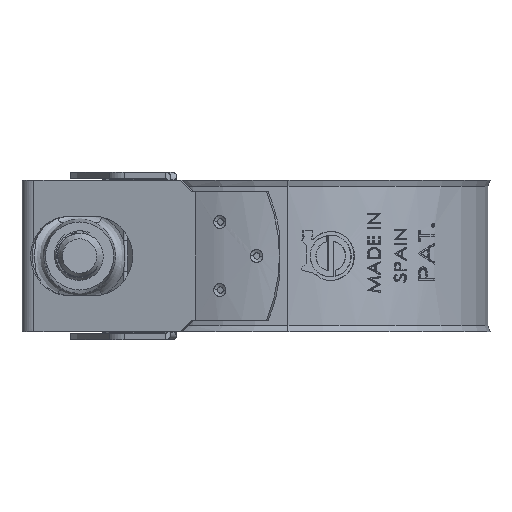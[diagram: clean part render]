
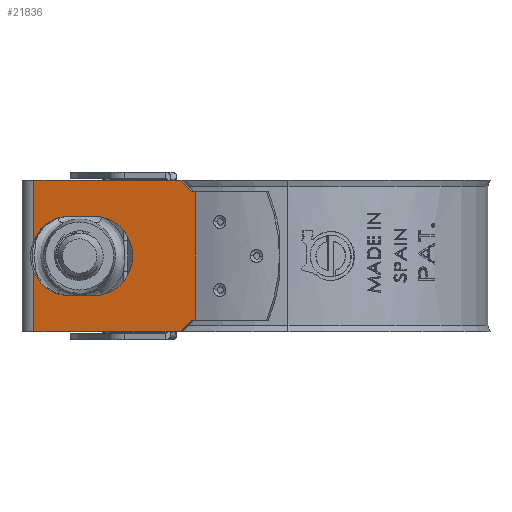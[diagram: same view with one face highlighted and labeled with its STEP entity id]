
A CAD part, left-side view. The second image highlights one B-rep face of the part: STEP entity #21836.
In plain terms, the highlighted planar face has unit normal (-0.978, 0.209, 0).
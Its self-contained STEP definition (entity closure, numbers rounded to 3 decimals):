
#222 = ORIENTED_EDGE ( 'NONE', *, *, #22021, .T. ) ;
#440 = LINE ( 'NONE', #47355, #35713 ) ;
#637 = CARTESIAN_POINT ( 'NONE',  ( -24.929, 10.256, -18.5 ) ) ;
#1193 = ORIENTED_EDGE ( 'NONE', *, *, #67225, .T. ) ;
#1683 = LINE ( 'NONE', #7016, #60870 ) ;
#2592 = VERTEX_POINT ( 'NONE', #11429 ) ;
#2618 = DIRECTION ( 'NONE',  ( -0.209, -0.978, 0. ) ) ;
#2706 = EDGE_CURVE ( 'NONE', #53707, #7845, #3653, .T. ) ;
#3416 = EDGE_CURVE ( 'NONE', #40182, #2592, #10050, .T. ) ;
#3653 = LINE ( 'NONE', #25062, #36954 ) ;
#3726 = DIRECTION ( 'NONE',  ( -0.978, 0.209, 0. ) ) ;
#4527 = VERTEX_POINT ( 'NONE', #28627 ) ;
#4665 = VECTOR ( 'NONE', #69297, 1000. ) ;
#4873 = CARTESIAN_POINT ( 'NONE',  ( -24.082, 14.226, 0. ) ) ;
#6840 = DIRECTION ( 'NONE',  ( -0.209, -0.978, 0. ) ) ;
#7016 = CARTESIAN_POINT ( 'NONE',  ( -21.644, 25.66, -15.25 ) ) ;
#7240 = DIRECTION ( 'NONE',  ( -0.209, -0.978, 0. ) ) ;
#7616 = DIRECTION ( 'NONE',  ( -0.978, 0.209, 0. ) ) ;
#7845 = VERTEX_POINT ( 'NONE', #4873 ) ;
#8182 = CARTESIAN_POINT ( 'NONE',  ( -19.956, 33.576, -20. ) ) ;
#8390 = VERTEX_POINT ( 'NONE', #67337 ) ;
#9500 = DIRECTION ( 'NONE',  ( 0., 0., 1. ) ) ;
#9696 = CARTESIAN_POINT ( 'NONE',  ( -24.5, 12.268, -20. ) ) ;
#9811 = VERTEX_POINT ( 'NONE', #48471 ) ;
#9999 = LINE ( 'NONE', #40417, #46015 ) ;
#10050 = LINE ( 'NONE', #8182, #30386 ) ;
#11429 = CARTESIAN_POINT ( 'NONE',  ( -19.956, 33.576, 0. ) ) ;
#11502 = CARTESIAN_POINT ( 'NONE',  ( -21.644, 25.66, -10. ) ) ;
#12289 = ORIENTED_EDGE ( 'NONE', *, *, #21094, .T. ) ;
#13311 = AXIS2_PLACEMENT_3D ( 'NONE', #55334, #43969, #2618 ) ;
#13737 = ORIENTED_EDGE ( 'NONE', *, *, #46986, .F. ) ;
#13837 = LINE ( 'NONE', #48507, #30591 ) ;
#14613 = AXIS2_PLACEMENT_3D ( 'NONE', #11502, #16964, #35075 ) ;
#14636 = VECTOR ( 'NONE', #21600, 1000. ) ;
#16226 = AXIS2_PLACEMENT_3D ( 'NONE', #61003, #37789, #7240 ) ;
#16964 = DIRECTION ( 'NONE',  ( -0.978, 0.209, 0. ) ) ;
#17749 = CIRCLE ( 'NONE', #14613, 5.25 ) ;
#17852 = DIRECTION ( 'NONE',  ( 0.209, 0.978, 0. ) ) ;
#18663 = EDGE_CURVE ( 'NONE', #2592, #7845, #440, .T. ) ;
#19827 = ORIENTED_EDGE ( 'NONE', *, *, #74833, .T. ) ;
#21094 = EDGE_CURVE ( 'NONE', #9811, #47016, #58552, .T. ) ;
#21600 = DIRECTION ( 'NONE',  ( 0., 0., 1. ) ) ;
#21680 = CARTESIAN_POINT ( 'NONE',  ( -21.644, 25.66, -15.25 ) ) ;
#21809 = EDGE_CURVE ( 'NONE', #26036, #8390, #29472, .T. ) ;
#21836 = ADVANCED_FACE ( 'NONE', ( #71859 ), #69601, .T. ) ;
#22021 = EDGE_CURVE ( 'NONE', #48221, #9811, #9999, .T. ) ;
#23888 = EDGE_CURVE ( 'NONE', #29046, #4527, #73639, .T. ) ;
#25062 = CARTESIAN_POINT ( 'NONE',  ( -24.35, 12.973, -1.281 ) ) ;
#25578 = CARTESIAN_POINT ( 'NONE',  ( -22.739, 20.525, -10. ) ) ;
#26036 = VERTEX_POINT ( 'NONE', #31481 ) ;
#26407 = ORIENTED_EDGE ( 'NONE', *, *, #18663, .F. ) ;
#26460 = EDGE_CURVE ( 'NONE', #31048, #40182, #44642, .T. ) ;
#27770 = CARTESIAN_POINT ( 'NONE',  ( -19.956, 33.576, -12.14 ) ) ;
#28001 = ORIENTED_EDGE ( 'NONE', *, *, #21809, .T. ) ;
#28627 = CARTESIAN_POINT ( 'NONE',  ( -21.644, 25.66, -4.75 ) ) ;
#29046 = VERTEX_POINT ( 'NONE', #25578 ) ;
#29150 = CIRCLE ( 'NONE', #66071, 5.25 ) ;
#29472 = LINE ( 'NONE', #9696, #14636 ) ;
#30047 = CARTESIAN_POINT ( 'NONE',  ( -21.644, 25.66, -4.75 ) ) ;
#30386 = VECTOR ( 'NONE', #9500, 1000. ) ;
#30389 = VERTEX_POINT ( 'NONE', #27770 ) ;
#30496 = ORIENTED_EDGE ( 'NONE', *, *, #50171, .F. ) ;
#30569 = LINE ( 'NONE', #33970, #4665 ) ;
#30591 = VECTOR ( 'NONE', #31513, 1000. ) ;
#30714 = CARTESIAN_POINT ( 'NONE',  ( -20.956, 28.887, -10. ) ) ;
#31048 = VERTEX_POINT ( 'NONE', #57050 ) ;
#31309 = CARTESIAN_POINT ( 'NONE',  ( -19.956, 33.576, -7.86 ) ) ;
#31481 = CARTESIAN_POINT ( 'NONE',  ( -24.5, 12.268, -18.5 ) ) ;
#31513 = DIRECTION ( 'NONE',  ( 0., 0., 1. ) ) ;
#32017 = ORIENTED_EDGE ( 'NONE', *, *, #2706, .T. ) ;
#32868 = ORIENTED_EDGE ( 'NONE', *, *, #3416, .F. ) ;
#33857 = DIRECTION ( 'NONE',  ( -0.148, -0.692, 0.707 ) ) ;
#33936 = EDGE_CURVE ( 'NONE', #48221, #30389, #13837, .T. ) ;
#33970 = CARTESIAN_POINT ( 'NONE',  ( -24.929, 10.256, -1.5 ) ) ;
#35075 = DIRECTION ( 'NONE',  ( -0.209, -0.978, 0. ) ) ;
#35550 = DIRECTION ( 'NONE',  ( -0.209, -0.978, 0. ) ) ;
#35713 = VECTOR ( 'NONE', #53804, 1000. ) ;
#36244 = ORIENTED_EDGE ( 'NONE', *, *, #49231, .F. ) ;
#36954 = VECTOR ( 'NONE', #59935, 1000. ) ;
#37789 = DIRECTION ( 'NONE',  ( -0.978, 0.209, 0. ) ) ;
#38241 = ORIENTED_EDGE ( 'NONE', *, *, #23888, .F. ) ;
#39911 = CARTESIAN_POINT ( 'NONE',  ( -19.956, 33.576, -20. ) ) ;
#40182 = VERTEX_POINT ( 'NONE', #31309 ) ;
#40417 = CARTESIAN_POINT ( 'NONE',  ( -19.956, 33.576, -20. ) ) ;
#40503 = LINE ( 'NONE', #637, #57170 ) ;
#40688 = EDGE_LOOP ( 'NONE', ( #57409, #36244, #38241, #30496, #13737, #73544, #58668, #222, #12289, #19827, #28001, #1193, #32017, #26407, #32868 ) ) ;
#43912 = CARTESIAN_POINT ( 'NONE',  ( -19.956, 33.576, -20. ) ) ;
#43969 = DIRECTION ( 'NONE',  ( -0.978, 0.209, 0. ) ) ;
#44642 = CIRCLE ( 'NONE', #13311, 5.25 ) ;
#44689 = VECTOR ( 'NONE', #33857, 1000. ) ;
#46015 = VECTOR ( 'NONE', #35550, 1000. ) ;
#46986 = EDGE_CURVE ( 'NONE', #61814, #75834, #1683, .T. ) ;
#47016 = VERTEX_POINT ( 'NONE', #70885 ) ;
#47355 = CARTESIAN_POINT ( 'NONE',  ( -19.956, 33.576, 0. ) ) ;
#47893 = CARTESIAN_POINT ( 'NONE',  ( -24.396, 12.758, -1.5 ) ) ;
#48221 = VERTEX_POINT ( 'NONE', #43912 ) ;
#48471 = CARTESIAN_POINT ( 'NONE',  ( -24.082, 14.226, -20. ) ) ;
#48507 = CARTESIAN_POINT ( 'NONE',  ( -19.956, 33.576, -20. ) ) ;
#49231 = EDGE_CURVE ( 'NONE', #4527, #31048, #56880, .T. ) ;
#50033 = EDGE_CURVE ( 'NONE', #30389, #61814, #29150, .T. ) ;
#50171 = EDGE_CURVE ( 'NONE', #75834, #29046, #17749, .T. ) ;
#52051 = DIRECTION ( 'NONE',  ( 0., 0., 1. ) ) ;
#53707 = VERTEX_POINT ( 'NONE', #47893 ) ;
#53804 = DIRECTION ( 'NONE',  ( -0.209, -0.978, 0. ) ) ;
#55186 = DIRECTION ( 'NONE',  ( -0.209, -0.978, 0. ) ) ;
#55334 = CARTESIAN_POINT ( 'NONE',  ( -20.956, 28.887, -10. ) ) ;
#56880 = LINE ( 'NONE', #30047, #60557 ) ;
#57050 = CARTESIAN_POINT ( 'NONE',  ( -20.956, 28.887, -4.75 ) ) ;
#57170 = VECTOR ( 'NONE', #6840, 1000. ) ;
#57409 = ORIENTED_EDGE ( 'NONE', *, *, #26460, .F. ) ;
#58552 = LINE ( 'NONE', #63471, #44689 ) ;
#58668 = ORIENTED_EDGE ( 'NONE', *, *, #33936, .F. ) ;
#59750 = DIRECTION ( 'NONE',  ( -0.209, -0.978, 0. ) ) ;
#59935 = DIRECTION ( 'NONE',  ( 0.148, 0.692, 0.707 ) ) ;
#60557 = VECTOR ( 'NONE', #17852, 1000. ) ;
#60870 = VECTOR ( 'NONE', #59750, 1000. ) ;
#61003 = CARTESIAN_POINT ( 'NONE',  ( -21.644, 25.66, -10. ) ) ;
#61814 = VERTEX_POINT ( 'NONE', #69287 ) ;
#63471 = CARTESIAN_POINT ( 'NONE',  ( -24.35, 12.973, -18.719 ) ) ;
#66071 = AXIS2_PLACEMENT_3D ( 'NONE', #30714, #7616, #55186 ) ;
#67225 = EDGE_CURVE ( 'NONE', #8390, #53707, #30569, .T. ) ;
#67337 = CARTESIAN_POINT ( 'NONE',  ( -24.5, 12.268, -1.5 ) ) ;
#69287 = CARTESIAN_POINT ( 'NONE',  ( -20.956, 28.887, -15.25 ) ) ;
#69297 = DIRECTION ( 'NONE',  ( 0.209, 0.978, 0. ) ) ;
#69601 = PLANE ( 'NONE',  #70071 ) ;
#70071 = AXIS2_PLACEMENT_3D ( 'NONE', #39911, #3726, #52051 ) ;
#70885 = CARTESIAN_POINT ( 'NONE',  ( -24.396, 12.758, -18.5 ) ) ;
#71859 = FACE_OUTER_BOUND ( 'NONE', #40688, .T. ) ;
#73544 = ORIENTED_EDGE ( 'NONE', *, *, #50033, .F. ) ;
#73639 = CIRCLE ( 'NONE', #16226, 5.25 ) ;
#74833 = EDGE_CURVE ( 'NONE', #47016, #26036, #40503, .T. ) ;
#75834 = VERTEX_POINT ( 'NONE', #21680 ) ;
